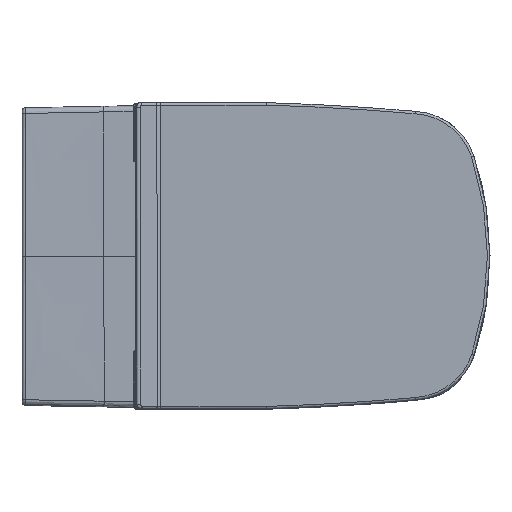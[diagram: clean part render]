
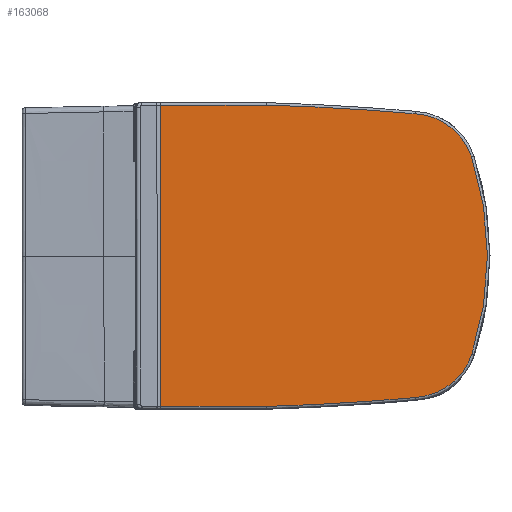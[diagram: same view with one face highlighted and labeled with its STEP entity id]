
A CAD part, top view. The second image highlights one B-rep face of the part: STEP entity #163068.
In plain terms, the highlighted face is planar.
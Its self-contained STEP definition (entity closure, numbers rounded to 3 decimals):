
#162390=CARTESIAN_POINT('',(-231.257,-5.689,66.744));
#162391=VERTEX_POINT('',#162390);
#162405=CARTESIAN_POINT('',(-162.092,-5.689,13.684));
#162406=VERTEX_POINT('',#162405);
#162407=CARTESIAN_POINT('',(-157.407,-5.689,91.401));
#162408=DIRECTION('',(0.,-1.,0.));
#162409=DIRECTION('',(-0.609,0.,-0.793));
#162410=AXIS2_PLACEMENT_3D('',#162407,#162408,#162409);
#162411=CIRCLE('',#162410,77.858);
#162412=EDGE_CURVE('',#162391,#162406,#162411,.T.);
#162440=CARTESIAN_POINT('',(19.436,-5.689,3.));
#162441=VERTEX_POINT('',#162440);
#162442=CARTESIAN_POINT('',(113.595,-5.689,3150.249));
#162443=DIRECTION('',(0.,-1.,0.));
#162444=DIRECTION('',(-0.059,0.,-0.998));
#162445=AXIS2_PLACEMENT_3D('',#162442,#162443,#162444);
#162446=CIRCLE('',#162445,3148.657);
#162447=EDGE_CURVE('',#162406,#162441,#162446,.T.);
#162474=CARTESIAN_POINT('',(148.84,-5.689,371.0));
#162475=VERTEX_POINT('',#162474);
#162483=CARTESIAN_POINT('',(19.435,-5.689,371.));
#162484=VERTEX_POINT('',#162483);
#162485=CARTESIAN_POINT('',(148.84,-5.689,371.0));
#162486=DIRECTION('',(-1.0,0.0,0.0));
#162487=VECTOR('',#162486,129.405);
#162488=LINE('',#162485,#162487);
#162489=EDGE_CURVE('',#162475,#162484,#162488,.T.);
#162864=CARTESIAN_POINT('',(148.84,-5.689,3.));
#162865=VERTEX_POINT('',#162864);
#162890=CARTESIAN_POINT('',(19.436,-5.689,3.));
#162891=DIRECTION('',(1.0,0.0,0.0));
#162892=VECTOR('',#162891,129.405);
#162893=LINE('',#162890,#162892);
#162894=EDGE_CURVE('',#162441,#162865,#162893,.T.);
#162917=CARTESIAN_POINT('',(-162.092,-5.689,360.316));
#162918=VERTEX_POINT('',#162917);
#162919=CARTESIAN_POINT('',(113.595,-5.689,-2776.249));
#162920=DIRECTION('',(0.,-1.,0.));
#162921=DIRECTION('',(-0.059,0.,0.998));
#162922=AXIS2_PLACEMENT_3D('',#162919,#162920,#162921);
#162923=CIRCLE('',#162922,3148.657);
#162924=EDGE_CURVE('',#162484,#162918,#162923,.T.);
#162949=CARTESIAN_POINT('',(-231.257,-5.689,307.256));
#162950=VERTEX_POINT('',#162949);
#162951=CARTESIAN_POINT('',(-157.407,-5.689,282.599));
#162952=DIRECTION('',(0.,-1.,0.));
#162953=DIRECTION('',(-0.609,0.,0.793));
#162954=AXIS2_PLACEMENT_3D('',#162951,#162952,#162953);
#162955=CIRCLE('',#162954,77.858);
#162956=EDGE_CURVE('',#162918,#162950,#162955,.T.);
#163000=CARTESIAN_POINT('',(138.161,-5.689,187.));
#163001=DIRECTION('',(0.0,-1.0,0.0));
#163002=DIRECTION('',(-1.0,0.0,0.0));
#163003=AXIS2_PLACEMENT_3D('',#163000,#163001,#163002);
#163004=CIRCLE('',#163003,388.498);
#163005=EDGE_CURVE('',#162950,#162391,#163004,.T.);
#163048=CARTESIAN_POINT('',(-254.405,-5.689,0.0));
#163049=DIRECTION('',(0.0,1.0,0.0));
#163050=DIRECTION('',(0.0,0.0,1.0));
#163051=AXIS2_PLACEMENT_3D('',#163048,#163049,#163050);
#163052=PLANE('',#163051);
#163053=ORIENTED_EDGE('',*,*,#162894,.F.);
#163054=ORIENTED_EDGE('',*,*,#162447,.F.);
#163055=ORIENTED_EDGE('',*,*,#162412,.F.);
#163056=ORIENTED_EDGE('',*,*,#163005,.F.);
#163057=ORIENTED_EDGE('',*,*,#162956,.F.);
#163058=ORIENTED_EDGE('',*,*,#162924,.F.);
#163059=ORIENTED_EDGE('',*,*,#162489,.F.);
#163060=CARTESIAN_POINT('',(148.84,-5.689,3.));
#163061=DIRECTION('',(0.0,0.0,1.0));
#163062=VECTOR('',#163061,368.0);
#163063=LINE('',#163060,#163062);
#163064=EDGE_CURVE('',#162865,#162475,#163063,.T.);
#163065=ORIENTED_EDGE('',*,*,#163064,.F.);
#163066=EDGE_LOOP('',(#163053,#163054,#163055,#163056,#163057,#163058,#163059,#163065));
#163067=FACE_OUTER_BOUND('',#163066,.T.);
#163068=ADVANCED_FACE('',(#163067),#163052,.T.);
